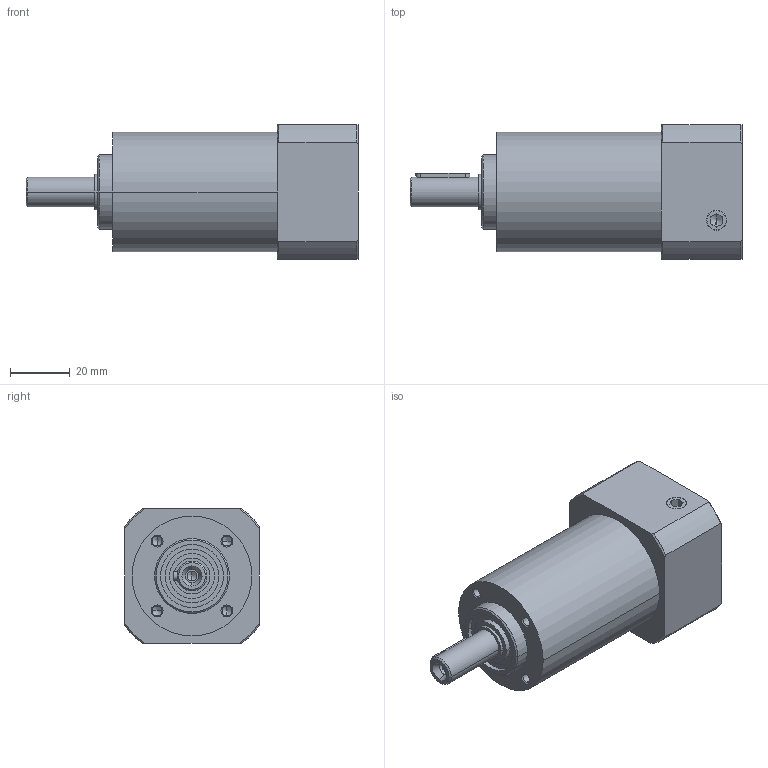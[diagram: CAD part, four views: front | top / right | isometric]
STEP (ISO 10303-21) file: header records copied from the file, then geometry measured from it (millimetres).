
FILE_DESCRIPTION((''),'2;1');
FILE_NAME('PD040-2.stp','2004-10-14T16:26:22',('mcoppola'),(''),'Autodesk Inventor 8','Autodesk Inventor 8','');
FILE_SCHEMA(('AUTOMOTIVE_DESIGN { 1 0 10303 214 1 1 1 1 }'));
Length unit declared in the file: millimetre
Products named in the file (1): PD040-2
Bounding box: 111 x 45 x 45 mm (x, y, z)
Volume: 108479.4 mm3; surface area: 25323.6 mm2
Topology: 1 solids, 7 shells, 192 faces, 442 edges, 259 vertices
Faces by surface type: bspline 75, cylinder 50, plane 39, cone 28
Entity records: 6373 total; most frequent: CARTESIAN_POINT 2413, ORIENTED_EDGE 824, DIRECTION 795, EDGE_CURVE 412, AXIS2_PLACEMENT_3D 305, VERTEX_POINT 259, EDGE_LOOP 221, FACE_OUTER_BOUND 192
